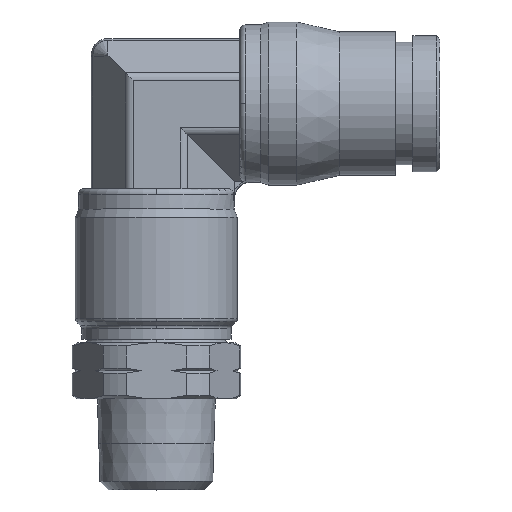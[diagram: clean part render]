
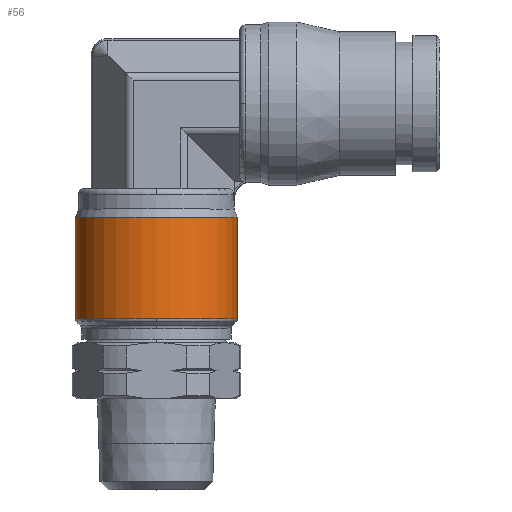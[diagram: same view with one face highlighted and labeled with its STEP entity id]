
A CAD part, top view. The second image highlights one B-rep face of the part: STEP entity #56.
In plain terms, the highlighted cylindrical face has radius 7.205 mm (diameter 14.41 mm), a partial arc.
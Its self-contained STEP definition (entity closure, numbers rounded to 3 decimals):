
#56=ADVANCED_FACE('',(#236),#237,.T.);
#236=FACE_OUTER_BOUND('',#587,.T.);
#237=CYLINDRICAL_SURFACE('',#588,7.205);
#587=EDGE_LOOP('',(#993,#994,#995,#996,#997));
#588=AXIS2_PLACEMENT_3D('',#998,#999,#1000);
#993=ORIENTED_EDGE('',*,*,#2300,.F.);
#994=ORIENTED_EDGE('',*,*,#2301,.T.);
#995=ORIENTED_EDGE('',*,*,#2302,.T.);
#996=ORIENTED_EDGE('',*,*,#2303,.F.);
#997=ORIENTED_EDGE('',*,*,#2304,.F.);
#998=CARTESIAN_POINT('',(-25.234,-14.62,0.0));
#999=DIRECTION('',(0.,1.0,0.0));
#1000=DIRECTION('',(-1.0,0.,0.0));
#2300=EDGE_CURVE('',#2754,#2755,#2756,.T.);
#2301=EDGE_CURVE('',#2754,#2757,#2758,.T.);
#2302=EDGE_CURVE('',#2757,#2759,#2760,.T.);
#2303=EDGE_CURVE('',#2761,#2759,#2762,.T.);
#2304=EDGE_CURVE('',#2755,#2761,#2763,.T.);
#2754=VERTEX_POINT('',#4918);
#2755=VERTEX_POINT('',#4919);
#2756=LINE('',#4920,#4921);
#2757=VERTEX_POINT('',#4922);
#2758=CIRCLE('',#4923,7.205);
#2759=VERTEX_POINT('',#4924);
#2760=CIRCLE('',#4925,7.205);
#2761=VERTEX_POINT('',#4926);
#2762=LINE('',#4927,#4928);
#2763=CIRCLE('',#4929,7.205);
#4918=CARTESIAN_POINT('',(-32.439,-19.133,0.0));
#4919=CARTESIAN_POINT('',(-32.439,-10.107,0.0));
#4920=CARTESIAN_POINT('',(-32.439,-14.62,0.));
#4921=VECTOR('',#7961,1.0);
#4922=CARTESIAN_POINT('',(-25.234,-19.133,7.205));
#4923=AXIS2_PLACEMENT_3D('',#7962,#7963,#7964);
#4924=CARTESIAN_POINT('',(-18.029,-19.133,0.));
#4925=AXIS2_PLACEMENT_3D('',#7965,#7966,#7967);
#4926=CARTESIAN_POINT('',(-18.029,-10.107,0.));
#4927=CARTESIAN_POINT('',(-18.029,-14.62,0.));
#4928=VECTOR('',#7968,1.0);
#4929=AXIS2_PLACEMENT_3D('',#7969,#7970,#7971);
#7961=DIRECTION('',(0.,1.0,0.0));
#7962=CARTESIAN_POINT('',(-25.234,-19.133,0.0));
#7963=DIRECTION('',(0.,1.0,0.0));
#7964=DIRECTION('',(-1.0,0.,0.0));
#7965=CARTESIAN_POINT('',(-25.234,-19.133,0.0));
#7966=DIRECTION('',(0.,1.0,0.0));
#7967=DIRECTION('',(-1.0,0.,0.0));
#7968=DIRECTION('',(0.,-1.0,-0.0));
#7969=CARTESIAN_POINT('',(-25.234,-10.107,0.0));
#7970=DIRECTION('',(0.,1.0,0.0));
#7971=DIRECTION('',(-1.0,0.,0.0));
